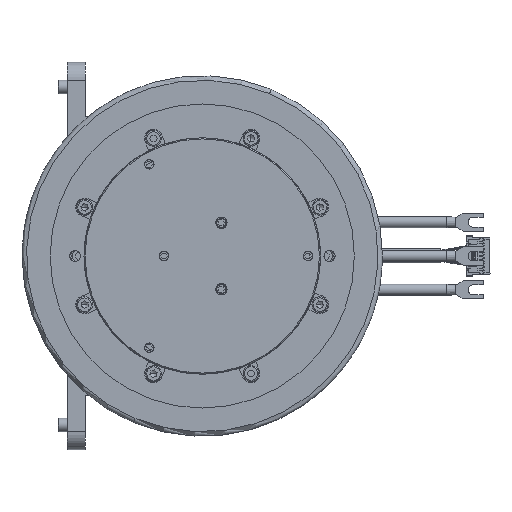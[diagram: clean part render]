
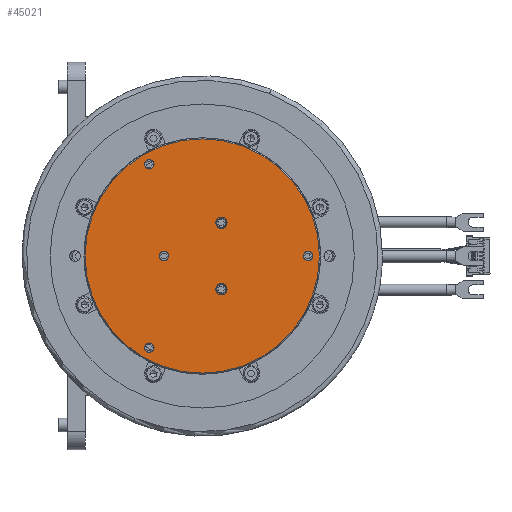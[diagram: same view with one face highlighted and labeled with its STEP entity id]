
A CAD part, left-side view. The second image highlights one B-rep face of the part: STEP entity #45021.
In plain terms, the highlighted planar face has unit normal (1, 0, 0).
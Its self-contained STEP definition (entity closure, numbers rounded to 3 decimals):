
#44640=CARTESIAN_POINT('',(-15.,0.,0.));
#44641=DIRECTION('',(1.,0.,0.));
#44642=DIRECTION('',(0.,1.,0.));
#44643=AXIS2_PLACEMENT_3D('',#44640,#44641,#44642);
#44645=CARTESIAN_POINT('',(-15.,0.,0.));
#44646=DIRECTION('',(1.,0.,0.));
#44647=DIRECTION('',(0.,-1.,0.));
#44648=AXIS2_PLACEMENT_3D('',#44645,#44646,#44647);
#44650=CARTESIAN_POINT('',(-15.,23.5,-40.703));
#44651=DIRECTION('',(-1.,0.,0.));
#44652=DIRECTION('',(0.,-1.,0.));
#44653=AXIS2_PLACEMENT_3D('',#44650,#44651,#44652);
#44655=CARTESIAN_POINT('',(-15.,23.5,-40.703));
#44656=DIRECTION('',(-1.,0.,0.));
#44657=DIRECTION('',(0.,1.,0.));
#44658=AXIS2_PLACEMENT_3D('',#44655,#44656,#44657);
#44660=CARTESIAN_POINT('',(-15.,17.02,2.1));
#44661=CARTESIAN_POINT('',(-15.,16.749,2.094));
#44662=CARTESIAN_POINT('',(-15.,16.251,2.004));
#44663=CARTESIAN_POINT('',(-15.,15.601,1.606));
#44664=CARTESIAN_POINT('',(-15.,15.149,1.04));
#44665=CARTESIAN_POINT('',(-15.,14.907,0.35));
#44666=CARTESIAN_POINT('',(-15.,14.912,-0.378));
#44667=CARTESIAN_POINT('',(-15.,15.169,-1.077));
#44668=CARTESIAN_POINT('',(-15.,15.626,-1.624));
#44669=CARTESIAN_POINT('',(-15.,16.26,-2.006));
#44670=CARTESIAN_POINT('',(-15.,16.752,-2.093));
#44671=CARTESIAN_POINT('',(-15.,17.02,-2.1));
#44673=CARTESIAN_POINT('',(-15.,17.02,-2.1));
#44674=CARTESIAN_POINT('',(-15.,17.291,-2.094));
#44675=CARTESIAN_POINT('',(-15.,17.789,-2.004));
#44676=CARTESIAN_POINT('',(-15.,18.439,-1.606));
#44677=CARTESIAN_POINT('',(-15.,18.891,-1.04));
#44678=CARTESIAN_POINT('',(-15.,19.133,-0.35));
#44679=CARTESIAN_POINT('',(-15.,19.128,0.378));
#44680=CARTESIAN_POINT('',(-15.,18.871,1.077));
#44681=CARTESIAN_POINT('',(-15.,18.414,1.624));
#44682=CARTESIAN_POINT('',(-15.,17.78,2.006));
#44683=CARTESIAN_POINT('',(-15.,17.288,2.093));
#44684=CARTESIAN_POINT('',(-15.,17.02,2.1));
#44686=CARTESIAN_POINT('',(-15.,-8.51,14.74));
#44687=DIRECTION('',(-1.,0.,0.));
#44688=DIRECTION('',(0.,1.,0.));
#44689=AXIS2_PLACEMENT_3D('',#44686,#44687,#44688);
#44691=CARTESIAN_POINT('',(-15.,-8.51,14.74));
#44692=DIRECTION('',(-1.,0.,0.));
#44693=DIRECTION('',(0.,-1.,0.));
#44694=AXIS2_PLACEMENT_3D('',#44691,#44692,#44693);
#44696=CARTESIAN_POINT('',(-15.,-8.51,-14.74));
#44697=DIRECTION('',(-1.,0.,0.));
#44698=DIRECTION('',(0.,1.,0.));
#44699=AXIS2_PLACEMENT_3D('',#44696,#44697,#44698);
#44701=CARTESIAN_POINT('',(-15.,-8.51,-14.74));
#44702=DIRECTION('',(-1.,0.,0.));
#44703=DIRECTION('',(0.,-1.,0.));
#44704=AXIS2_PLACEMENT_3D('',#44701,#44702,#44703);
#44706=CARTESIAN_POINT('',(-15.,-47.,2.1));
#44707=CARTESIAN_POINT('',(-15.,-47.271,2.094));
#44708=CARTESIAN_POINT('',(-15.,-47.769,2.004));
#44709=CARTESIAN_POINT('',(-15.,-48.419,1.606));
#44710=CARTESIAN_POINT('',(-15.,-48.871,1.04));
#44711=CARTESIAN_POINT('',(-15.,-49.113,0.35));
#44712=CARTESIAN_POINT('',(-15.,-49.108,-0.378));
#44713=CARTESIAN_POINT('',(-15.,-48.851,-1.077));
#44714=CARTESIAN_POINT('',(-15.,-48.394,-1.624));
#44715=CARTESIAN_POINT('',(-15.,-47.76,-2.006));
#44716=CARTESIAN_POINT('',(-15.,-47.268,-2.093));
#44717=CARTESIAN_POINT('',(-15.,-47.,-2.1));
#44719=CARTESIAN_POINT('',(-15.,-47.,-2.1));
#44720=CARTESIAN_POINT('',(-15.,-46.729,-2.094));
#44721=CARTESIAN_POINT('',(-15.,-46.231,-2.004));
#44722=CARTESIAN_POINT('',(-15.,-45.581,-1.606));
#44723=CARTESIAN_POINT('',(-15.,-45.129,-1.04));
#44724=CARTESIAN_POINT('',(-15.,-44.887,-0.35));
#44725=CARTESIAN_POINT('',(-15.,-44.892,0.378));
#44726=CARTESIAN_POINT('',(-15.,-45.149,1.077));
#44727=CARTESIAN_POINT('',(-15.,-45.606,1.624));
#44728=CARTESIAN_POINT('',(-15.,-46.24,2.006));
#44729=CARTESIAN_POINT('',(-15.,-46.732,2.093));
#44730=CARTESIAN_POINT('',(-15.,-47.,2.1));
#44732=CARTESIAN_POINT('',(-15.,23.5,40.703));
#44733=DIRECTION('',(-1.,0.,0.));
#44734=DIRECTION('',(0.,-1.,0.));
#44735=AXIS2_PLACEMENT_3D('',#44732,#44733,#44734);
#44737=CARTESIAN_POINT('',(-15.,23.5,40.703));
#44738=DIRECTION('',(-1.,0.,0.));
#44739=DIRECTION('',(0.,1.,0.));
#44740=AXIS2_PLACEMENT_3D('',#44737,#44738,#44739);
#44906=VERTEX_POINT('',#44671);
#44907=VERTEX_POINT('',#44660);
#44908=VERTEX_POINT('',#44717);
#44909=VERTEX_POINT('',#44706);
#44910=CARTESIAN_POINT('',(-15.,-10.61,14.74));
#44911=VERTEX_POINT('',#44910);
#44912=CARTESIAN_POINT('',(-15.,52.,0.));
#44913=CARTESIAN_POINT('',(-15.,-52.,0.));
#44914=VERTEX_POINT('',#44912);
#44915=VERTEX_POINT('',#44913);
#44918=CARTESIAN_POINT('',(-15.,21.4,40.703));
#44919=CARTESIAN_POINT('',(-15.,25.6,40.703));
#44920=VERTEX_POINT('',#44918);
#44921=VERTEX_POINT('',#44919);
#44922=CARTESIAN_POINT('',(-15.,25.6,-40.703));
#44923=VERTEX_POINT('',#44922);
#44924=CARTESIAN_POINT('',(-15.,-10.61,-14.74));
#44925=CARTESIAN_POINT('',(-15.,-6.41,-14.74));
#44926=VERTEX_POINT('',#44924);
#44927=VERTEX_POINT('',#44925);
#44928=CARTESIAN_POINT('',(-15.,21.4,-40.703));
#44929=VERTEX_POINT('',#44928);
#44930=CARTESIAN_POINT('',(-15.,-6.41,14.74));
#44931=VERTEX_POINT('',#44930);
#44976=CARTESIAN_POINT('',(-15.,0.,0.));
#44977=DIRECTION('',(1.,0.,0.));
#44978=DIRECTION('',(0.,1.,0.));
#44979=AXIS2_PLACEMENT_3D('',#44976,#44977,#44978);
#44980=PLANE('',#44979);
#44982=ORIENTED_EDGE('',*,*,#44981,.F.);
#44984=ORIENTED_EDGE('',*,*,#44983,.F.);
#44985=EDGE_LOOP('',(#44982,#44984));
#44986=FACE_OUTER_BOUND('',#44985,.F.);
#44987=ORIENTED_EDGE('',*,*,#44970,.F.);
#44988=ORIENTED_EDGE('',*,*,#44941,.F.);
#44989=EDGE_LOOP('',(#44987,#44988));
#44990=FACE_BOUND('',#44989,.F.);
#44992=ORIENTED_EDGE('',*,*,#44991,.T.);
#44994=ORIENTED_EDGE('',*,*,#44993,.T.);
#44995=EDGE_LOOP('',(#44992,#44994));
#44996=FACE_BOUND('',#44995,.F.);
#44998=ORIENTED_EDGE('',*,*,#44997,.F.);
#45000=ORIENTED_EDGE('',*,*,#44999,.F.);
#45001=EDGE_LOOP('',(#44998,#45000));
#45002=FACE_BOUND('',#45001,.F.);
#45004=ORIENTED_EDGE('',*,*,#45003,.F.);
#45006=ORIENTED_EDGE('',*,*,#45005,.F.);
#45007=EDGE_LOOP('',(#45004,#45006));
#45008=FACE_BOUND('',#45007,.F.);
#45010=ORIENTED_EDGE('',*,*,#45009,.T.);
#45012=ORIENTED_EDGE('',*,*,#45011,.T.);
#45013=EDGE_LOOP('',(#45010,#45012));
#45014=FACE_BOUND('',#45013,.F.);
#45016=ORIENTED_EDGE('',*,*,#45015,.F.);
#45018=ORIENTED_EDGE('',*,*,#45017,.F.);
#45019=EDGE_LOOP('',(#45016,#45018));
#45020=FACE_BOUND('',#45019,.F.);
#45021=ADVANCED_FACE('',(#44986,#44990,#44996,#45002,#45008,#45014,#45020),
#44980,.T.);
#44644=CIRCLE('',#44643,52.);
#44649=CIRCLE('',#44648,52.);
#44654=CIRCLE('',#44653,2.1);
#44659=CIRCLE('',#44658,2.1);
#44672=B_SPLINE_CURVE_WITH_KNOTS('',3,(#44660,#44661,#44662,#44663,#44664,
#44665,#44666,#44667,#44668,#44669,#44670,#44671),.UNSPECIFIED.,.F.,.F.,(4,1,1,
1,1,1,1,1,1,4),(0.,0.111,0.222,0.333,
0.444,0.556,0.667,0.778,
0.889,1.),.UNSPECIFIED.);
#44685=B_SPLINE_CURVE_WITH_KNOTS('',3,(#44673,#44674,#44675,#44676,#44677,
#44678,#44679,#44680,#44681,#44682,#44683,#44684),.UNSPECIFIED.,.F.,.F.,(4,1,1,
1,1,1,1,1,1,4),(0.,0.111,0.222,0.333,
0.444,0.556,0.667,0.778,
0.889,1.),.UNSPECIFIED.);
#44690=CIRCLE('',#44689,2.1);
#44695=CIRCLE('',#44694,2.1);
#44700=CIRCLE('',#44699,2.1);
#44705=CIRCLE('',#44704,2.1);
#44718=B_SPLINE_CURVE_WITH_KNOTS('',3,(#44706,#44707,#44708,#44709,#44710,
#44711,#44712,#44713,#44714,#44715,#44716,#44717),.UNSPECIFIED.,.F.,.F.,(4,1,1,
1,1,1,1,1,1,4),(0.,0.111,0.222,0.333,
0.444,0.556,0.667,0.778,
0.889,1.),.UNSPECIFIED.);
#44731=B_SPLINE_CURVE_WITH_KNOTS('',3,(#44719,#44720,#44721,#44722,#44723,
#44724,#44725,#44726,#44727,#44728,#44729,#44730),.UNSPECIFIED.,.F.,.F.,(4,1,1,
1,1,1,1,1,1,4),(0.,0.111,0.222,0.333,
0.444,0.556,0.667,0.778,
0.889,1.),.UNSPECIFIED.);
#44736=CIRCLE('',#44735,2.1);
#44741=CIRCLE('',#44740,2.1);
#44941=EDGE_CURVE('',#44923,#44929,#44659,.T.);
#44970=EDGE_CURVE('',#44929,#44923,#44654,.T.);
#44981=EDGE_CURVE('',#44914,#44915,#44644,.T.);
#44983=EDGE_CURVE('',#44915,#44914,#44649,.T.);
#44991=EDGE_CURVE('',#44907,#44906,#44672,.T.);
#44993=EDGE_CURVE('',#44906,#44907,#44685,.T.);
#44997=EDGE_CURVE('',#44931,#44911,#44690,.T.);
#44999=EDGE_CURVE('',#44911,#44931,#44695,.T.);
#45003=EDGE_CURVE('',#44927,#44926,#44700,.T.);
#45005=EDGE_CURVE('',#44926,#44927,#44705,.T.);
#45009=EDGE_CURVE('',#44909,#44908,#44718,.T.);
#45011=EDGE_CURVE('',#44908,#44909,#44731,.T.);
#45015=EDGE_CURVE('',#44920,#44921,#44736,.T.);
#45017=EDGE_CURVE('',#44921,#44920,#44741,.T.);
